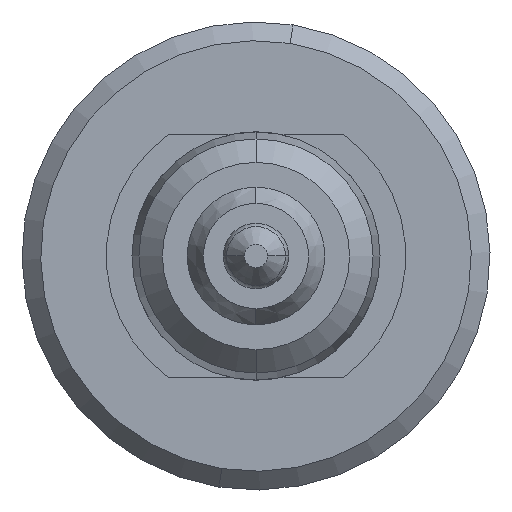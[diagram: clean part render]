
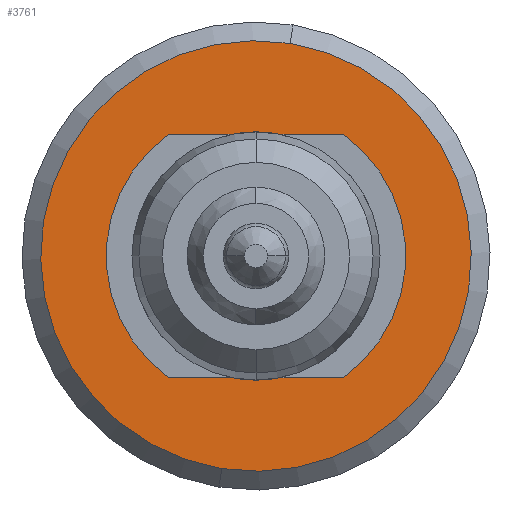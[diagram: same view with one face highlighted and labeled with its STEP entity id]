
A CAD part, front view. The second image highlights one B-rep face of the part: STEP entity #3761.
In plain terms, the highlighted planar face has unit normal (0, -1, 0).
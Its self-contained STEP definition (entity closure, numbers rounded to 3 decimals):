
#107 = ORIENTED_EDGE ( 'NONE', *, *, #2649, .T. ) ;
#158 = DIRECTION ( 'NONE',  ( 0.158, 0., 0.987 ) ) ;
#183 = CARTESIAN_POINT ( 'NONE',  ( 0., 5.2, 0. ) ) ;
#283 = FACE_BOUND ( 'NONE', #2830, .T. ) ;
#645 = AXIS2_PLACEMENT_3D ( 'NONE', #876, #2057, #2764 ) ;
#665 = ORIENTED_EDGE ( 'NONE', *, *, #3156, .T. ) ;
#869 = CIRCLE ( 'NONE', #2721, 0.9 ) ;
#876 = CARTESIAN_POINT ( 'NONE',  ( 0., 5.2, 0. ) ) ;
#1014 = EDGE_CURVE ( 'Defeature ausgef�hrt1_23+Defeature ausgef�hrt1_24+Defeature ausgef�hrt1_24+Defeature ausgef�hrt1_24', #4173, #1432, #2411, .T. ) ;
#1030 = DIRECTION ( 'NONE',  ( 0., 0., 1. ) ) ;
#1219 = CARTESIAN_POINT ( 'NONE',  ( 0., 5.2, 0. ) ) ;
#1259 = EDGE_LOOP ( 'NONE', ( #2109, #1602 ) ) ;
#1267 = CARTESIAN_POINT ( 'NONE',  ( 0., 5.2, -0.9 ) ) ;
#1309 = VERTEX_POINT ( 'NONE', #1267 ) ;
#1432 = VERTEX_POINT ( 'NONE', #1714 ) ;
#1521 = AXIS2_PLACEMENT_3D ( 'NONE', #183, #2795, #4634 ) ;
#1540 = DIRECTION ( 'NONE',  ( 0., 1., 0. ) ) ;
#1602 = ORIENTED_EDGE ( 'NONE', *, *, #2169, .T. ) ;
#1714 = CARTESIAN_POINT ( 'NONE',  ( -0.364, 5.2, -2.271 ) ) ;
#1790 = CARTESIAN_POINT ( 'NONE',  ( 0.364, 5.2, 2.271 ) ) ;
#1995 = CIRCLE ( 'NONE', #645, 2.3 ) ;
#2029 = CARTESIAN_POINT ( 'NONE',  ( 0., 5.2, 0. ) ) ;
#2057 = DIRECTION ( 'NONE',  ( 0., -1., 0. ) ) ;
#2109 = ORIENTED_EDGE ( 'NONE', *, *, #1014, .T. ) ;
#2123 = DIRECTION ( 'NONE',  ( 0., 1., 0. ) ) ;
#2169 = EDGE_CURVE ( 'Defeature ausgef�hrt1_23+Defeature ausgef�hrt1_24+Defeature ausgef�hrt1_24+Defeature ausgef�hrt1_24', #1432, #4173, #1995, .T. ) ;
#2285 = DIRECTION ( 'NONE',  ( 0., 0., 1. ) ) ;
#2391 = PLANE ( 'NONE',  #3635 ) ;
#2400 = CIRCLE ( 'NONE', #2403, 0.9 ) ;
#2403 = AXIS2_PLACEMENT_3D ( 'NONE', #3645, #2123, #1030 ) ;
#2411 = CIRCLE ( 'NONE', #1521, 2.3 ) ;
#2649 = EDGE_CURVE ( 'Defeature ausgef�hrt1_23+Defeature ausgef�hrt1_22+Defeature ausgef�hrt1_22+Defeature ausgef�hrt1_22', #3390, #1309, #2400, .T. ) ;
#2721 = AXIS2_PLACEMENT_3D ( 'NONE', #1219, #1540, #2285 ) ;
#2764 = DIRECTION ( 'NONE',  ( -0.158, 0., -0.987 ) ) ;
#2795 = DIRECTION ( 'NONE',  ( 0., -1., 0. ) ) ;
#2830 = EDGE_LOOP ( 'NONE', ( #107, #665 ) ) ;
#3156 = EDGE_CURVE ( 'Defeature ausgef�hrt1_23+Defeature ausgef�hrt1_22+Defeature ausgef�hrt1_22+Defeature ausgef�hrt1_22', #1309, #3390, #869, .T. ) ;
#3284 = FACE_OUTER_BOUND ( 'NONE', #1259, .T. ) ;
#3390 = VERTEX_POINT ( 'NONE', #4318 ) ;
#3635 = AXIS2_PLACEMENT_3D ( 'NONE', #2029, #4266, #158 ) ;
#3645 = CARTESIAN_POINT ( 'NONE',  ( 0., 5.2, 0. ) ) ;
#3761 = ADVANCED_FACE ( 'Defeature ausgef�hrt1_23', ( #283, #3284 ), #2391, .F. ) ;
#4173 = VERTEX_POINT ( 'NONE', #1790 ) ;
#4266 = DIRECTION ( 'NONE',  ( 0., 1., 0. ) ) ;
#4318 = CARTESIAN_POINT ( 'NONE',  ( 0., 5.2, 0.9 ) ) ;
#4634 = DIRECTION ( 'NONE',  ( -0.158, 0., -0.987 ) ) ;
